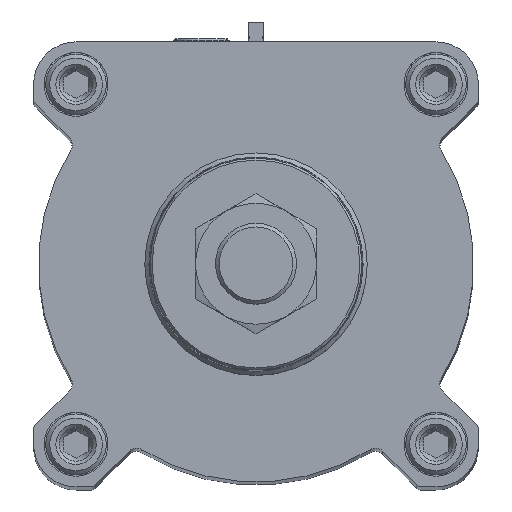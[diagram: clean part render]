
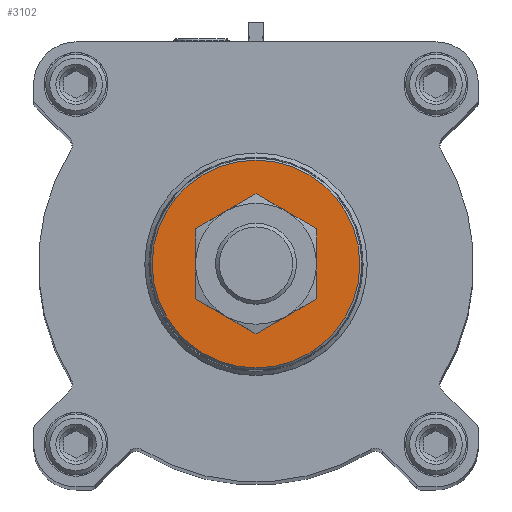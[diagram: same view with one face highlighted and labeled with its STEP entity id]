
A CAD part, top view. The second image highlights one B-rep face of the part: STEP entity #3102.
In plain terms, the highlighted planar face has unit normal (0, 0, 1).
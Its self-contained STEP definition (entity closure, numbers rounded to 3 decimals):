
#472=PLANE('',#3426);
#634=CIRCLE('',#3427,25.681);
#635=CIRCLE('',#3428,12.5);
#1005=ORIENTED_EDGE('',*,*,#1708,.F.);
#1006=ORIENTED_EDGE('',*,*,#1709,.T.);
#1708=EDGE_CURVE('',#2075,#2075,#634,.T.);
#1709=EDGE_CURVE('',#2076,#2076,#635,.T.);
#2075=VERTEX_POINT('',#5146);
#2076=VERTEX_POINT('',#5148);
#2390=EDGE_LOOP('',(#1005));
#2391=EDGE_LOOP('',(#1006));
#2727=FACE_BOUND('',#2390,.T.);
#2728=FACE_BOUND('',#2391,.T.);
#3102=ADVANCED_FACE('',(#2727,#2728),#472,.F.);
#3426=AXIS2_PLACEMENT_3D('',#5144,#3998,#3999);
#3427=AXIS2_PLACEMENT_3D('',#5145,#4000,#4001);
#3428=AXIS2_PLACEMENT_3D('',#5147,#4002,#4003);
#3998=DIRECTION('',(0.,0.,-1.));
#3999=DIRECTION('',(-1.,0.,0.));
#4000=DIRECTION('',(0.,0.,-1.));
#4001=DIRECTION('',(-1.,0.,0.));
#4002=DIRECTION('',(0.,0.,-1.));
#4003=DIRECTION('',(-1.,0.,0.));
#5144=CARTESIAN_POINT('',(0.,0.,38.));
#5145=CARTESIAN_POINT('',(0.,0.,38.));
#5146=CARTESIAN_POINT('',(-25.681,0.,38.));
#5147=CARTESIAN_POINT('',(0.,0.,38.));
#5148=CARTESIAN_POINT('',(-12.5,0.,38.));
